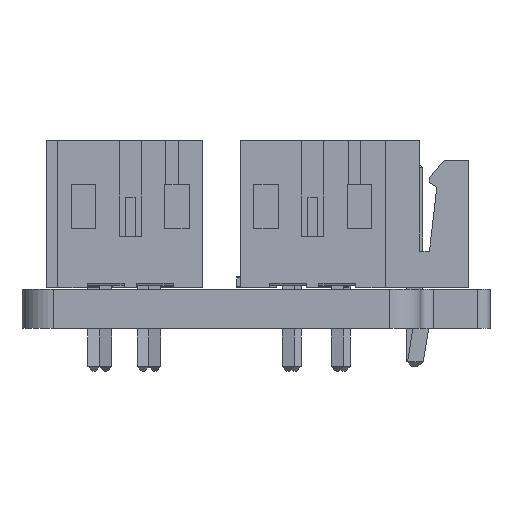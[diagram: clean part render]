
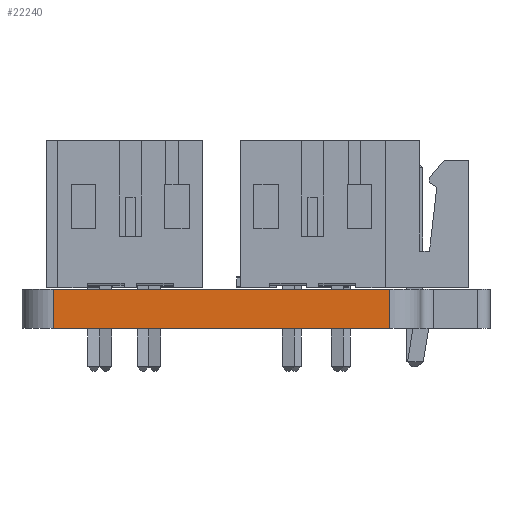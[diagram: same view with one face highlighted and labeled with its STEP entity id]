
A CAD part, left-side view. The second image highlights one B-rep face of the part: STEP entity #22240.
In plain terms, the highlighted planar face has unit normal (-1, 0, 0).
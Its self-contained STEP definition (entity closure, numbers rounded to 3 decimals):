
#20199 = PLANE('',#20200);
#20200 = AXIS2_PLACEMENT_3D('',#20201,#20202,#20203);
#20201 = CARTESIAN_POINT('',(141.239,-101.739,1.6));
#20202 = DIRECTION('',(-0.,-0.,-1.));
#20203 = DIRECTION('',(-1.,0.,0.));
#20253 = PLANE('',#20254);
#20254 = AXIS2_PLACEMENT_3D('',#20255,#20256,#20257);
#20255 = CARTESIAN_POINT('',(141.239,-101.739,0.));
#20256 = DIRECTION('',(-0.,-0.,-1.));
#20257 = DIRECTION('',(-1.,0.,0.));
#20710 = VERTEX_POINT('',#20711);
#20711 = CARTESIAN_POINT('',(123.076,-107.671,0.));
#20730 = CYLINDRICAL_SURFACE('',#20731,1.27);
#20731 = AXIS2_PLACEMENT_3D('',#20732,#20733,#20734);
#20732 = CARTESIAN_POINT('',(124.346,-107.671,0.));
#20733 = DIRECTION('',(-0.,-0.,-1.));
#20734 = DIRECTION('',(1.,0.,-0.));
#20742 = EDGE_CURVE('',#20710,#20743,#20745,.T.);
#20743 = VERTEX_POINT('',#20744);
#20744 = CARTESIAN_POINT('',(123.076,-93.975,0.));
#20745 = SURFACE_CURVE('',#20746,(#20750,#20757),.PCURVE_S1.);
#20746 = LINE('',#20747,#20748);
#20747 = CARTESIAN_POINT('',(123.076,-107.671,0.));
#20748 = VECTOR('',#20749,1.);
#20749 = DIRECTION('',(0.,1.,0.));
#20750 = PCURVE('',#20253,#20751);
#20751 = DEFINITIONAL_REPRESENTATION('',(#20752),#20756);
#20752 = LINE('',#20753,#20754);
#20753 = CARTESIAN_POINT('',(18.163,-5.932));
#20754 = VECTOR('',#20755,1.);
#20755 = DIRECTION('',(0.,1.));
#20756 = ( GEOMETRIC_REPRESENTATION_CONTEXT(2) 
PARAMETRIC_REPRESENTATION_CONTEXT() REPRESENTATION_CONTEXT('2D SPACE',''
  ) );
#20757 = PCURVE('',#20758,#20763);
#20758 = PLANE('',#20759);
#20759 = AXIS2_PLACEMENT_3D('',#20760,#20761,#20762);
#20760 = CARTESIAN_POINT('',(123.076,-107.671,0.));
#20761 = DIRECTION('',(-1.,0.,0.));
#20762 = DIRECTION('',(0.,1.,0.));
#20763 = DEFINITIONAL_REPRESENTATION('',(#20764),#20768);
#20764 = LINE('',#20765,#20766);
#20765 = CARTESIAN_POINT('',(0.,0.));
#20766 = VECTOR('',#20767,1.);
#20767 = DIRECTION('',(1.,0.));
#20768 = ( GEOMETRIC_REPRESENTATION_CONTEXT(2) 
PARAMETRIC_REPRESENTATION_CONTEXT() REPRESENTATION_CONTEXT('2D SPACE',''
  ) );
#20791 = CYLINDRICAL_SURFACE('',#20792,1.27);
#20792 = AXIS2_PLACEMENT_3D('',#20793,#20794,#20795);
#20793 = CARTESIAN_POINT('',(124.346,-93.975,0.));
#20794 = DIRECTION('',(-0.,-0.,-1.));
#20795 = DIRECTION('',(1.,0.,-0.));
#21583 = VERTEX_POINT('',#21584);
#21584 = CARTESIAN_POINT('',(123.076,-107.671,1.6));
#21610 = EDGE_CURVE('',#21583,#21611,#21613,.T.);
#21611 = VERTEX_POINT('',#21612);
#21612 = CARTESIAN_POINT('',(123.076,-93.975,1.6));
#21613 = SURFACE_CURVE('',#21614,(#21618,#21625),.PCURVE_S1.);
#21614 = LINE('',#21615,#21616);
#21615 = CARTESIAN_POINT('',(123.076,-107.671,1.6));
#21616 = VECTOR('',#21617,1.);
#21617 = DIRECTION('',(0.,1.,0.));
#21618 = PCURVE('',#20199,#21619);
#21619 = DEFINITIONAL_REPRESENTATION('',(#21620),#21624);
#21620 = LINE('',#21621,#21622);
#21621 = CARTESIAN_POINT('',(18.163,-5.932));
#21622 = VECTOR('',#21623,1.);
#21623 = DIRECTION('',(0.,1.));
#21624 = ( GEOMETRIC_REPRESENTATION_CONTEXT(2) 
PARAMETRIC_REPRESENTATION_CONTEXT() REPRESENTATION_CONTEXT('2D SPACE',''
  ) );
#21625 = PCURVE('',#20758,#21626);
#21626 = DEFINITIONAL_REPRESENTATION('',(#21627),#21631);
#21627 = LINE('',#21628,#21629);
#21628 = CARTESIAN_POINT('',(0.,-1.6));
#21629 = VECTOR('',#21630,1.);
#21630 = DIRECTION('',(1.,0.));
#21631 = ( GEOMETRIC_REPRESENTATION_CONTEXT(2) 
PARAMETRIC_REPRESENTATION_CONTEXT() REPRESENTATION_CONTEXT('2D SPACE',''
  ) );
#22192 = EDGE_CURVE('',#20743,#21611,#22193,.T.);
#22193 = SURFACE_CURVE('',#22194,(#22198,#22205),.PCURVE_S1.);
#22194 = LINE('',#22195,#22196);
#22195 = CARTESIAN_POINT('',(123.076,-93.975,0.));
#22196 = VECTOR('',#22197,1.);
#22197 = DIRECTION('',(0.,0.,1.));
#22198 = PCURVE('',#20791,#22199);
#22199 = DEFINITIONAL_REPRESENTATION('',(#22200),#22204);
#22200 = LINE('',#22201,#22202);
#22201 = CARTESIAN_POINT('',(-3.142,0.));
#22202 = VECTOR('',#22203,1.);
#22203 = DIRECTION('',(-0.,-1.));
#22204 = ( GEOMETRIC_REPRESENTATION_CONTEXT(2) 
PARAMETRIC_REPRESENTATION_CONTEXT() REPRESENTATION_CONTEXT('2D SPACE',''
  ) );
#22205 = PCURVE('',#20758,#22206);
#22206 = DEFINITIONAL_REPRESENTATION('',(#22207),#22211);
#22207 = LINE('',#22208,#22209);
#22208 = CARTESIAN_POINT('',(13.696,0.));
#22209 = VECTOR('',#22210,1.);
#22210 = DIRECTION('',(0.,-1.));
#22211 = ( GEOMETRIC_REPRESENTATION_CONTEXT(2) 
PARAMETRIC_REPRESENTATION_CONTEXT() REPRESENTATION_CONTEXT('2D SPACE',''
  ) );
#22240 = ADVANCED_FACE('',(#22241),#20758,.T.);
#22241 = FACE_BOUND('',#22242,.T.);
#22242 = EDGE_LOOP('',(#22243,#22264,#22265,#22266));
#22243 = ORIENTED_EDGE('',*,*,#22244,.T.);
#22244 = EDGE_CURVE('',#20710,#21583,#22245,.T.);
#22245 = SURFACE_CURVE('',#22246,(#22250,#22257),.PCURVE_S1.);
#22246 = LINE('',#22247,#22248);
#22247 = CARTESIAN_POINT('',(123.076,-107.671,0.));
#22248 = VECTOR('',#22249,1.);
#22249 = DIRECTION('',(0.,0.,1.));
#22250 = PCURVE('',#20758,#22251);
#22251 = DEFINITIONAL_REPRESENTATION('',(#22252),#22256);
#22252 = LINE('',#22253,#22254);
#22253 = CARTESIAN_POINT('',(0.,0.));
#22254 = VECTOR('',#22255,1.);
#22255 = DIRECTION('',(0.,-1.));
#22256 = ( GEOMETRIC_REPRESENTATION_CONTEXT(2) 
PARAMETRIC_REPRESENTATION_CONTEXT() REPRESENTATION_CONTEXT('2D SPACE',''
  ) );
#22257 = PCURVE('',#20730,#22258);
#22258 = DEFINITIONAL_REPRESENTATION('',(#22259),#22263);
#22259 = LINE('',#22260,#22261);
#22260 = CARTESIAN_POINT('',(-3.142,0.));
#22261 = VECTOR('',#22262,1.);
#22262 = DIRECTION('',(-0.,-1.));
#22263 = ( GEOMETRIC_REPRESENTATION_CONTEXT(2) 
PARAMETRIC_REPRESENTATION_CONTEXT() REPRESENTATION_CONTEXT('2D SPACE',''
  ) );
#22264 = ORIENTED_EDGE('',*,*,#21610,.T.);
#22265 = ORIENTED_EDGE('',*,*,#22192,.F.);
#22266 = ORIENTED_EDGE('',*,*,#20742,.F.);
